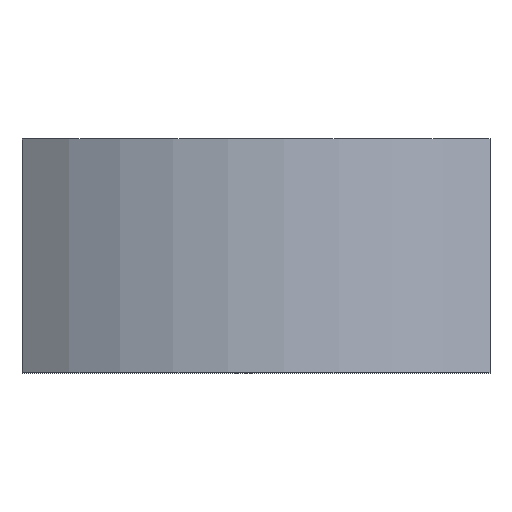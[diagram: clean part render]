
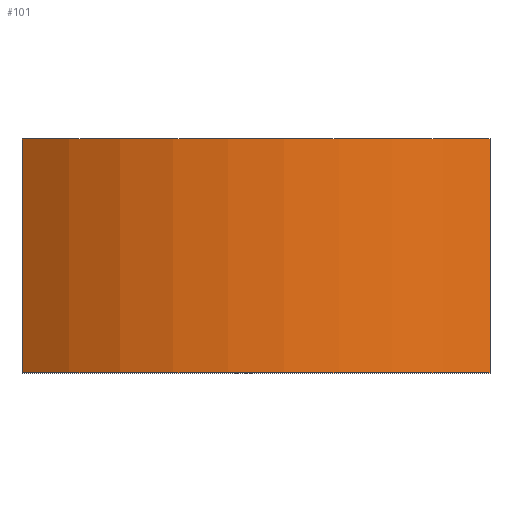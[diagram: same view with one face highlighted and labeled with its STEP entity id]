
A CAD part, top view. The second image highlights one B-rep face of the part: STEP entity #101.
In plain terms, the highlighted cylindrical face has radius 250 mm (diameter 500 mm), a partial arc.
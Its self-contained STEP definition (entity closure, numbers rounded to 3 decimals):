
#101=ADVANCED_FACE('',(#108),#107,.T.);
#107=CYLINDRICAL_SURFACE('',#189,250.);
#108=FACE_OUTER_BOUND('',#114,.T.);
#114=EDGE_LOOP('',(#140,#141,#142,#143));
#120=LINE('',#227,#130);
#121=LINE('',#231,#131);
#130=VECTOR('',#199,1.);
#131=VECTOR('',#202,1.);
#140=ORIENTED_EDGE('',*,*,#172,.F.);
#141=ORIENTED_EDGE('',*,*,#173,.T.);
#142=ORIENTED_EDGE('',*,*,#174,.T.);
#143=ORIENTED_EDGE('',*,*,#175,.T.);
#164=VERTEX_POINT('',#225);
#165=VERTEX_POINT('',#226);
#166=VERTEX_POINT('',#228);
#167=VERTEX_POINT('',#230);
#172=EDGE_CURVE('',#164,#165,#184,.T.);
#173=EDGE_CURVE('',#164,#166,#120,.T.);
#174=EDGE_CURVE('',#166,#167,#185,.T.);
#175=EDGE_CURVE('',#167,#165,#121,.T.);
#184=CIRCLE('',#187,250.);
#185=CIRCLE('',#188,250.);
#187=AXIS2_PLACEMENT_3D('',#224,#197,#198);
#188=AXIS2_PLACEMENT_3D('',#229,#200,#201);
#189=AXIS2_PLACEMENT_3D('',#232,#203,#204);
#197=DIRECTION('',(0.,-1.,0.));
#198=DIRECTION('',(0.,0.,1.));
#199=DIRECTION('',(0.,1.,0.));
#200=DIRECTION('',(0.,-1.,0.));
#201=DIRECTION('',(0.,0.,1.));
#202=DIRECTION('',(0.,-1.,0.));
#203=DIRECTION('',(0.,-1.,0.));
#204=DIRECTION('',(0.,0.,-1.));
#224=CARTESIAN_POINT('',(0.,-75.,-150.));
#225=CARTESIAN_POINT('',(150.,-75.,50.));
#226=CARTESIAN_POINT('',(-150.,-75.,50.));
#227=CARTESIAN_POINT('',(150.,-75.,50.));
#228=CARTESIAN_POINT('',(150.,75.,50.));
#229=CARTESIAN_POINT('',(0.,75.,-150.));
#230=CARTESIAN_POINT('',(-150.,75.,50.));
#231=CARTESIAN_POINT('',(-150.,-75.,50.));
#232=CARTESIAN_POINT('',(0.,75.,-150.));
